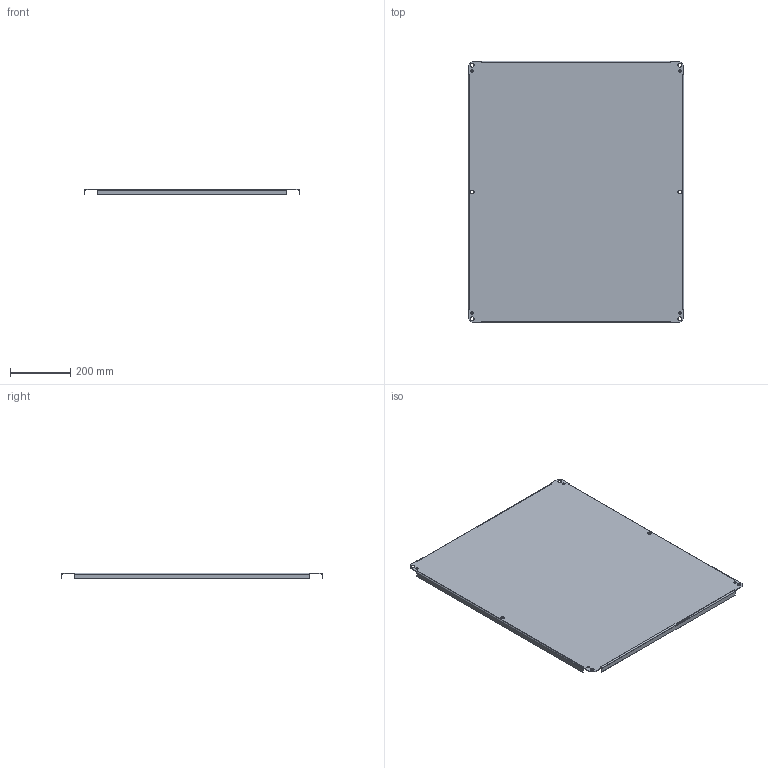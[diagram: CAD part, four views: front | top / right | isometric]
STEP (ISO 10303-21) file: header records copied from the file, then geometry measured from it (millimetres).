
FILE_DESCRIPTION((''),'2;1');
FILE_NAME('NP3630SSC.ipt.stp','2011-11-16T13:28:02',(''),(''),'Autodesk Inventor 2012','Autodesk Inventor 2012','');
FILE_SCHEMA(('AUTOMOTIVE_DESIGN { 1 0 10303 214 1 1 1 1 }'));
Length unit declared in the file: inch
Products named in the file (1): NP3630SSC
Bounding box: 716.28 x 868.68 x 19.66 mm (x, y, z)
Volume: 1584369.5 mm3; surface area: 1339470.7 mm2
Topology: 1 solids, 1 shells, 68 faces, 198 edges, 132 vertices
Faces by surface type: plane 50, cylinder 18
Full cylindrical faces by diameter (mm): 7.938 x4, 12.7 x6
Entity records: 2331 total; most frequent: CARTESIAN_POINT 389, ORIENTED_EDGE 376, DIRECTION 362, EDGE_CURVE 188, VECTOR 152, LINE 152, VERTEX_POINT 132, AXIS2_PLACEMENT_3D 105
